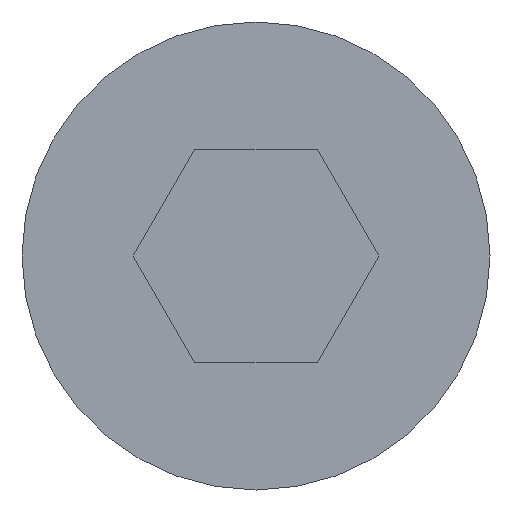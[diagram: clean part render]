
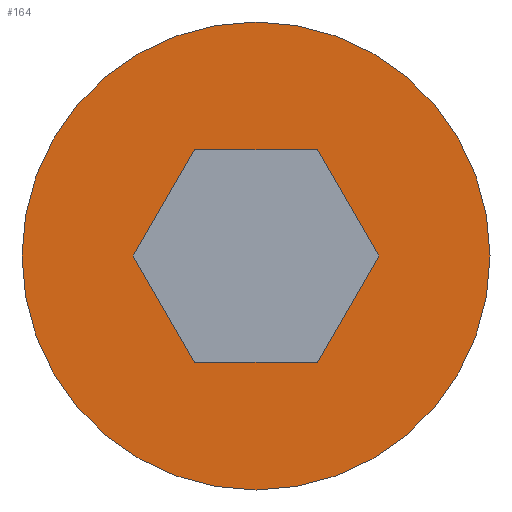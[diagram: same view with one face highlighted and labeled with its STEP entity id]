
A CAD part, front view. The second image highlights one B-rep face of the part: STEP entity #164.
In plain terms, the highlighted planar face has unit normal (0, -1, 0).
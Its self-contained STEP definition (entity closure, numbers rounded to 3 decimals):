
#2 = DIRECTION ( 'NONE',  ( 0., 1., 0. ) ) ;
#6 = EDGE_CURVE ( 'NONE', #109, #81, #305, .T. ) ;
#12 = EDGE_CURVE ( 'NONE', #247, #288, #255, .T. ) ;
#13 = CARTESIAN_POINT ( 'NONE',  ( 0.722, 0., 1.25 ) ) ;
#18 = CARTESIAN_POINT ( 'NONE',  ( 0.722, 0., 1.25 ) ) ;
#27 = ORIENTED_EDGE ( 'NONE', *, *, #409, .F. ) ;
#35 = CARTESIAN_POINT ( 'NONE',  ( -0.722, 0., 1.25 ) ) ;
#39 = ORIENTED_EDGE ( 'NONE', *, *, #6, .F. ) ;
#44 = AXIS2_PLACEMENT_3D ( 'NONE', #214, #2, #123 ) ;
#48 = EDGE_CURVE ( 'NONE', #74, #109, #279, .T. ) ;
#50 = DIRECTION ( 'NONE',  ( 0., 1., 0. ) ) ;
#59 = CARTESIAN_POINT ( 'NONE',  ( 1.443, 0., 0. ) ) ;
#65 = CARTESIAN_POINT ( 'NONE',  ( 0., 0., 0. ) ) ;
#74 = VERTEX_POINT ( 'NONE', #35 ) ;
#81 = VERTEX_POINT ( 'NONE', #390 ) ;
#109 = VERTEX_POINT ( 'NONE', #284 ) ;
#123 = DIRECTION ( 'NONE',  ( 0., 0., 1. ) ) ;
#133 = CIRCLE ( 'NONE', #391, 2.75 ) ;
#136 = LINE ( 'NONE', #271, #250 ) ;
#139 = EDGE_CURVE ( 'NONE', #81, #162, #228, .T. ) ;
#143 = LINE ( 'NONE', #59, #262 ) ;
#144 = EDGE_LOOP ( 'NONE', ( #150, #331 ) ) ;
#150 = ORIENTED_EDGE ( 'NONE', *, *, #292, .F. ) ;
#154 = CARTESIAN_POINT ( 'NONE',  ( 0.722, 0., -1.25 ) ) ;
#161 = DIRECTION ( 'NONE',  ( 0., 1., 0. ) ) ;
#162 = VERTEX_POINT ( 'NONE', #154 ) ;
#164 = ADVANCED_FACE ( 'NONE', ( #222, #386 ), #353, .F. ) ;
#165 = VECTOR ( 'NONE', #377, 1000. ) ;
#166 = CARTESIAN_POINT ( 'NONE',  ( 0., 0., -2.75 ) ) ;
#171 = CARTESIAN_POINT ( 'NONE',  ( 1.443, 0., 0. ) ) ;
#180 = CARTESIAN_POINT ( 'NONE',  ( -0.722, 0., 1.25 ) ) ;
#191 = DIRECTION ( 'NONE',  ( 0., 0., 1. ) ) ;
#192 = EDGE_CURVE ( 'NONE', #162, #207, #136, .T. ) ;
#196 = DIRECTION ( 'NONE',  ( 0.5, 0., 0.866 ) ) ;
#207 = VERTEX_POINT ( 'NONE', #171 ) ;
#214 = CARTESIAN_POINT ( 'NONE',  ( 0., 0., 0. ) ) ;
#222 = FACE_BOUND ( 'NONE', #272, .T. ) ;
#227 = VECTOR ( 'NONE', #293, 1000. ) ;
#228 = LINE ( 'NONE', #251, #332 ) ;
#232 = VERTEX_POINT ( 'NONE', #13 ) ;
#247 = VERTEX_POINT ( 'NONE', #367 ) ;
#250 = VECTOR ( 'NONE', #196, 1000. ) ;
#251 = CARTESIAN_POINT ( 'NONE',  ( -0.722, 0., -1.25 ) ) ;
#252 = ORIENTED_EDGE ( 'NONE', *, *, #48, .F. ) ;
#255 = CIRCLE ( 'NONE', #44, 2.75 ) ;
#262 = VECTOR ( 'NONE', #405, 1000. ) ;
#264 = LINE ( 'NONE', #18, #227 ) ;
#268 = EDGE_CURVE ( 'NONE', #232, #74, #264, .T. ) ;
#271 = CARTESIAN_POINT ( 'NONE',  ( 0.722, 0., -1.25 ) ) ;
#272 = EDGE_LOOP ( 'NONE', ( #301, #324, #39, #252, #411, #27 ) ) ;
#279 = LINE ( 'NONE', #180, #165 ) ;
#284 = CARTESIAN_POINT ( 'NONE',  ( -1.443, 0., 0. ) ) ;
#288 = VERTEX_POINT ( 'NONE', #166 ) ;
#292 = EDGE_CURVE ( 'NONE', #288, #247, #133, .T. ) ;
#293 = DIRECTION ( 'NONE',  ( -1., 0., 0. ) ) ;
#301 = ORIENTED_EDGE ( 'NONE', *, *, #192, .F. ) ;
#305 = LINE ( 'NONE', #373, #350 ) ;
#321 = DIRECTION ( 'NONE',  ( 0., 0., 1. ) ) ;
#324 = ORIENTED_EDGE ( 'NONE', *, *, #139, .F. ) ;
#331 = ORIENTED_EDGE ( 'NONE', *, *, #12, .F. ) ;
#332 = VECTOR ( 'NONE', #358, 1000. ) ;
#341 = AXIS2_PLACEMENT_3D ( 'NONE', #65, #161, #191 ) ;
#350 = VECTOR ( 'NONE', #380, 1000. ) ;
#353 = PLANE ( 'NONE',  #341 ) ;
#358 = DIRECTION ( 'NONE',  ( 1., 0., 0. ) ) ;
#367 = CARTESIAN_POINT ( 'NONE',  ( 0., 0., 2.75 ) ) ;
#368 = CARTESIAN_POINT ( 'NONE',  ( 0., 0., 0. ) ) ;
#373 = CARTESIAN_POINT ( 'NONE',  ( -1.443, 0., 0. ) ) ;
#377 = DIRECTION ( 'NONE',  ( -0.5, 0., -0.866 ) ) ;
#380 = DIRECTION ( 'NONE',  ( 0.5, 0., -0.866 ) ) ;
#386 = FACE_OUTER_BOUND ( 'NONE', #144, .T. ) ;
#390 = CARTESIAN_POINT ( 'NONE',  ( -0.722, 0., -1.25 ) ) ;
#391 = AXIS2_PLACEMENT_3D ( 'NONE', #368, #50, #321 ) ;
#405 = DIRECTION ( 'NONE',  ( -0.5, 0., 0.866 ) ) ;
#409 = EDGE_CURVE ( 'NONE', #207, #232, #143, .T. ) ;
#411 = ORIENTED_EDGE ( 'NONE', *, *, #268, .F. ) ;
